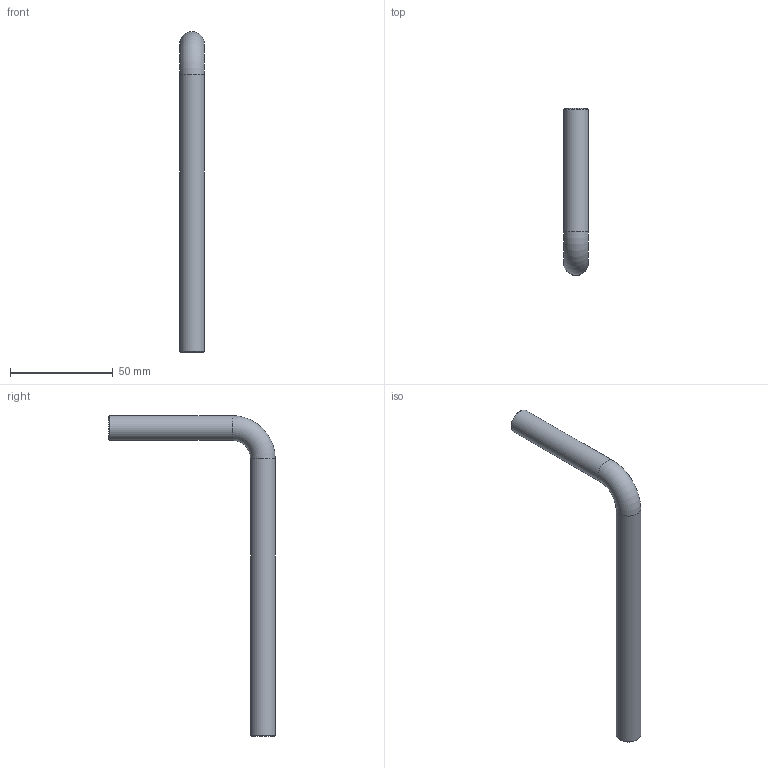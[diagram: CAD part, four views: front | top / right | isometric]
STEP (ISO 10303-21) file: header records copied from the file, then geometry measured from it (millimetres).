
FILE_DESCRIPTION (( 'STEP AP203' ), '1' );
FILE_NAME ('50247-240-OG-L150.STEP', '2024-06-12T11:06:19', ( '' ), ( '' ), 'SwSTEP 2.0', 'SolidWorks 2018', '' );
FILE_SCHEMA (( 'CONFIG_CONTROL_DESIGN' ));
Length unit declared in the file: millimetre
Products named in the file (1): 50247-240-OG-L150
Bounding box: 12 x 81 x 156 mm (x, y, z)
Volume: 24709.5 mm3; surface area: 8448.4 mm2
Topology: 1 solids, 1 shells, 299 faces, 787 edges, 524 vertices
Faces by surface type: plane 174, bspline 120, cylinder 2, cone 2, torus 1
Full cylindrical faces by diameter (mm): 12 x2
Entity records: 16489 total; most frequent: CARTESIAN_POINT 9866, ORIENTED_EDGE 1560, DIRECTION 906, EDGE_CURVE 780, LINE 534, VECTOR 534, VERTEX_POINT 522, EDGE_LOOP 338
